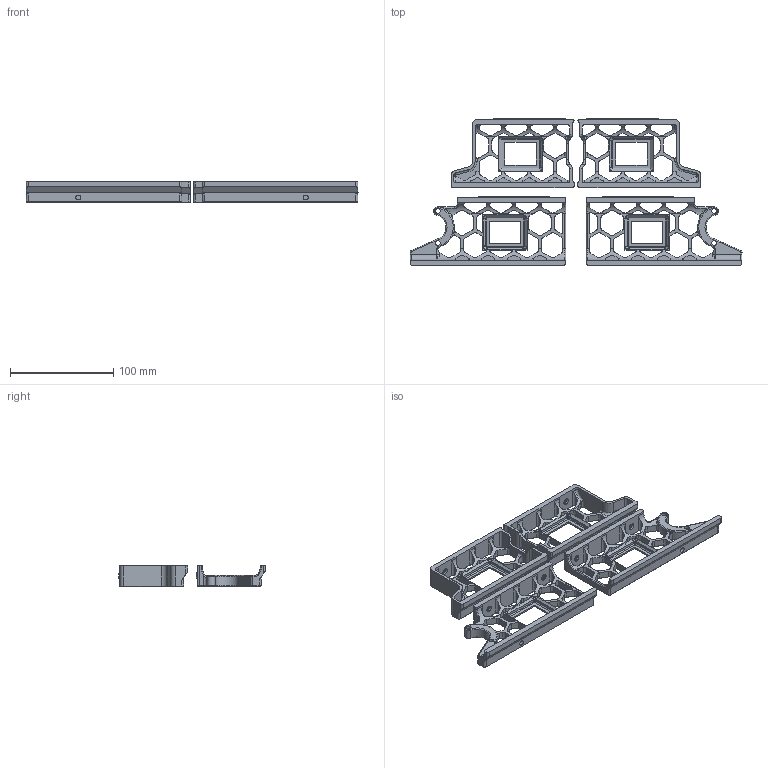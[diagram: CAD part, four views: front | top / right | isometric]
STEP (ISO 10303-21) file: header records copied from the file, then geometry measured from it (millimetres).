
FILE_DESCRIPTION(/* description */ (''),/* implementation_level */ '2;1');
FILE_NAME(/* name */ 'tayto Skirt Switch Mod_350.step',/* time_stamp */ '2023-06-10T18:28:26-05:00',/* author */ (''),/* organization */ (''),/* preprocessor_version */ 'ST-DEVELOPER v19.2',/* originating_system */ 'Autodesk Translation Framework v12.6.0.85',/* authorisation */ '');
FILE_SCHEMA (('AUTOMOTIVE_DESIGN { 1 0 10303 214 3 1 1 }'));
Products named in the file (5): tayto Skirt Switch Mod_350; front_skirt_b_350; front_skirt_a_350; side_skirt_b_350; side_skirt_a_350
Assembly tree (4 placements, depth 2):
  tayto Skirt Switch Mod_350
    front_skirt_b_350
    front_skirt_a_350
    side_skirt_b_350
    side_skirt_a_350
Bounding box: 321 x 141.79 x 20.41 mm (x, y, z)
Volume: 159283.6 mm3; surface area: 98983.3 mm2
Topology: 4 solids, 4 shells, 2432 faces, 5764 edges, 3294 vertices
Faces by surface type: plane 1658, cylinder 428, cone 286, torus 34, bspline 26
Full cylindrical faces by diameter (mm): 3.2 x4, 3.4 x2, 4.7 x6, 6 x6
Entity records: 70703 total; most frequent: CARTESIAN_POINT 15069, ORIENTED_EDGE 11516, DIRECTION 11448, EDGE_CURVE 5758, LINE 4190, VECTOR 4190, AXIS2_PLACEMENT_3D 3629, VERTEX_POINT 3294
